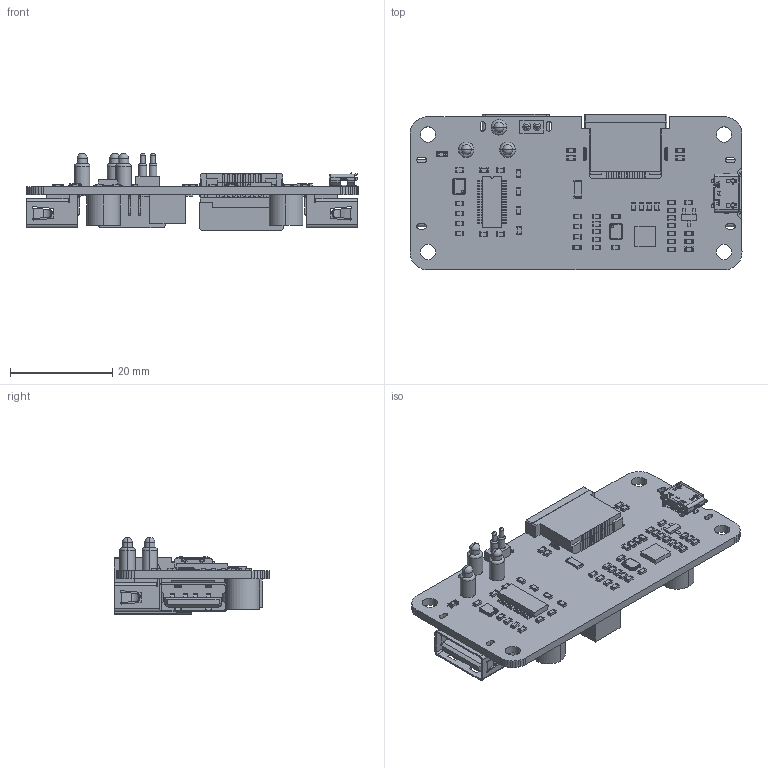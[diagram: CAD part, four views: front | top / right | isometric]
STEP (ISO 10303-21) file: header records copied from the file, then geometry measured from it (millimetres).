
FILE_DESCRIPTION((''),'2;1');
FILE_NAME('ETH-USB_HUB_HAT_B__ASM','2023-10-19T19:23:05',('xiaojisheng'),(''),'CREO PARAMETRIC BY PTC INC, 2021063','CREO PARAMETRIC BY PTC INC, 2021063','');
FILE_SCHEMA(('CONFIG_CONTROL_DESIGN','SHAPE_APPEARANCE_LAYERS_GROUPS'));
Length unit declared in the file: millimetre
Products named in the file (110): BOARD; EXTRUDED-9248; 775189904_ASM; EXTRUDED-9625; 775189776_ASM; R22_ASM; USER_LIBRARY-MICROUSB-B_MOLEX_1; USB_J1_ASM; EXTRUDED-46268; 775190672_ASM; EXTRUDED-46645; 775191056_ASM; C31_ASM; C30_ASM; USER_LIBRARY-3225-1_1; USER_LIBRARY-3225-1_2; USER_LIBRARY-3225-1_3; USER_LIBRARY-3225-1_4; USER_LIBRARY-3225-1_5; USER_LIBRARY-3225-1_6; USER_LIBRARY-3225-1_ASM; Y1_ASM; EXTRUDED-59814; 1855545008_ASM; EXTRUDED-61230; 1855545136_ASM; U2_ASM; Y2_ASM; EXTRUDED-61852; 1855545392_ASM; EXTRUDED-62299; 1855544880_ASM; U1_ASM; C26_ASM; C25_ASM; R21_ASM; EXTRUDED-62852; 1855545904_ASM; EXTRUDED-63692; 1855545776_ASM ...
Assembly tree (300 placements, depth 5):
  ETH-USB_HUB_HAT_B__ASM
    PCB_ASM
      BOARD
      R22_ASM
        775189904_ASM  x2
          EXTRUDED-9248
        775189776_ASM
          EXTRUDED-9625
      USB_J1_ASM
        USER_LIBRARY-MICROUSB-B_MOLEX_1
      C31_ASM
        775190672_ASM  x2
          EXTRUDED-46268
        775191056_ASM
          EXTRUDED-46645
      C30_ASM
        775190672_ASM  x2
          EXTRUDED-46268
        775191056_ASM
          EXTRUDED-46645
      Y1_ASM
        USER_LIBRARY-3225-1_ASM
          USER_LIBRARY-3225-1_1
          USER_LIBRARY-3225-1_2
          USER_LIBRARY-3225-1_3
          USER_LIBRARY-3225-1_4
          USER_LIBRARY-3225-1_5
          USER_LIBRARY-3225-1_6
      U2_ASM
        1855545008_ASM
          EXTRUDED-59814
        1855545136_ASM  x28
          EXTRUDED-61230
      Y2_ASM
        USER_LIBRARY-3225-1_ASM
          USER_LIBRARY-3225-1_1
          USER_LIBRARY-3225-1_2
          USER_LIBRARY-3225-1_3
          USER_LIBRARY-3225-1_4
          USER_LIBRARY-3225-1_5
          USER_LIBRARY-3225-1_6
      U1_ASM
        1855545392_ASM  x16
          EXTRUDED-61852
        1855544880_ASM
          EXTRUDED-62299
      C26_ASM
        775190672_ASM  x2
          EXTRUDED-46268
        775191056_ASM
          EXTRUDED-46645
      C25_ASM
        775189904_ASM  x2
          EXTRUDED-9248
        775189776_ASM
          EXTRUDED-9625
      R21_ASM
        775191056_ASM
          EXTRUDED-46645
        775190672_ASM  x2
Bounding box: 65.02 x 30.51 x 15.1 mm (x, y, z)
Volume: 6401.7 mm3; surface area: 11416.2 mm2
Topology: 228 solids, 228 shells, 3208 faces, 8116 edges, 5333 vertices
Faces by surface type: plane 2546, cylinder 588, torus 34, bspline 20, sphere 14, cone 6
Entity records: 62573 total; most frequent: CARTESIAN_POINT 10322, DIRECTION 8642, ORIENTED_EDGE 7892, EDGE_CURVE 3946, PRESENTATION_STYLE_ASSIGNMENT 3389, STYLED_ITEM 3283, VECTOR 3184, LINE 3184
